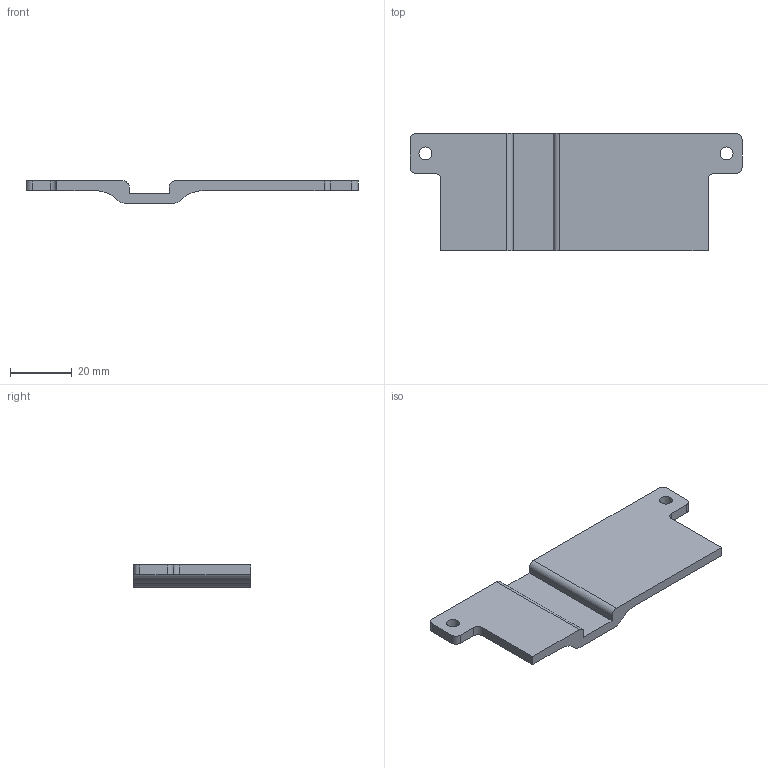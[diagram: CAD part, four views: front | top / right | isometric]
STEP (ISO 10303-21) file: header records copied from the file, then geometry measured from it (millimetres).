
FILE_DESCRIPTION(/* description */ (''),/* implementation_level */ '2;1');
FILE_NAME(/* name */ '',/* time_stamp */ '2025-12-01T20:23:17+03:00',/* author */ ('Phantom'),/* organization */ (''),/* preprocessor_version */ 'ST-DEVELOPER v20.1',/* originating_system */ 'Autodesk Inventor 2026',/* authorisation */ '');
FILE_SCHEMA (('AUTOMOTIVE_DESIGN { 1 0 10303 214 3 1 1 }'));
Length unit declared in the file: millimetre
Products named in the file (1): 16950 крышка драйвер
Bounding box: 107.65 x 38 x 7.2 mm (x, y, z)
Volume: 12873.4 mm3; surface area: 8479.4 mm2
Topology: 1 solids, 1 shells, 30 faces, 91 edges, 70 vertices
Faces by surface type: plane 16, cylinder 14
Full cylindrical faces by diameter (mm): 4.2 x2
Entity records: 1094 total; most frequent: CARTESIAN_POINT 185, DIRECTION 182, ORIENTED_EDGE 168, EDGE_CURVE 84, AXIS2_PLACEMENT_3D 63, LINE 56, VECTOR 56, VERTEX_POINT 56
